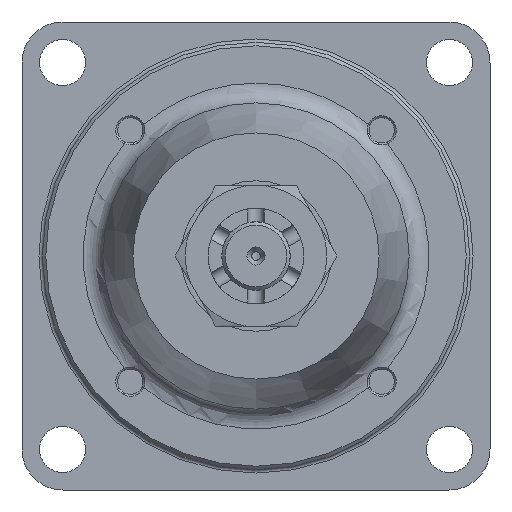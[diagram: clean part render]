
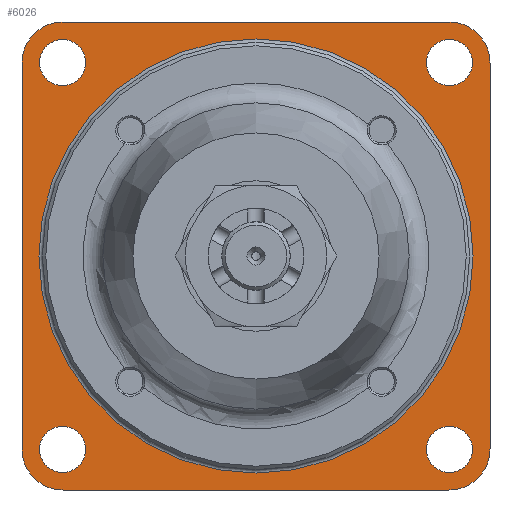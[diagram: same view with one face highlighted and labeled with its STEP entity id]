
A CAD part, left-side view. The second image highlights one B-rep face of the part: STEP entity #6026.
In plain terms, the highlighted planar face has unit normal (-1, 0, 0).
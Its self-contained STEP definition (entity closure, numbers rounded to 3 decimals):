
#469=CIRCLE('',#6850,12.);
#471=CIRCLE('',#6854,12.);
#473=CIRCLE('',#6858,12.);
#475=CIRCLE('',#6862,12.);
#478=CIRCLE('',#6866,6.75);
#480=CIRCLE('',#6869,6.75);
#482=CIRCLE('',#6872,6.75);
#484=CIRCLE('',#6875,6.75);
#486=CIRCLE('',#6880,63.5);
#677=PLANE('',#6879);
#749=FACE_BOUND('',#1464,.T.);
#750=FACE_BOUND('',#1465,.T.);
#751=FACE_BOUND('',#1466,.T.);
#752=FACE_BOUND('',#1467,.T.);
#753=FACE_BOUND('',#1468,.T.);
#1063=FACE_OUTER_BOUND('',#1463,.T.);
#1463=EDGE_LOOP('',(#5423,#5424,#5425,#5426,#5427,#5428,#5429,#5430));
#1464=EDGE_LOOP('',(#5431));
#1465=EDGE_LOOP('',(#5432));
#1466=EDGE_LOOP('',(#5433));
#1467=EDGE_LOOP('',(#5434));
#1468=EDGE_LOOP('',(#5435));
#1954=LINE('',#11137,#2375);
#1958=LINE('',#11149,#2379);
#1962=LINE('',#11161,#2383);
#1970=LINE('',#11196,#2391);
#2375=VECTOR('',#8515,1000.);
#2379=VECTOR('',#8527,1000.);
#2383=VECTOR('',#8539,1000.);
#2391=VECTOR('',#8579,1000.);
#2922=VERTEX_POINT('',#11127);
#2923=VERTEX_POINT('',#11128);
#2926=VERTEX_POINT('',#11136);
#2928=VERTEX_POINT('',#11142);
#2930=VERTEX_POINT('',#11148);
#2932=VERTEX_POINT('',#11154);
#2934=VERTEX_POINT('',#11160);
#2936=VERTEX_POINT('',#11166);
#2939=VERTEX_POINT('',#11174);
#2941=VERTEX_POINT('',#11180);
#2943=VERTEX_POINT('',#11186);
#2945=VERTEX_POINT('',#11192);
#2947=VERTEX_POINT('',#11202);
#3746=EDGE_CURVE('',#2922,#2923,#469,.T.);
#3750=EDGE_CURVE('',#2923,#2926,#1954,.T.);
#3753=EDGE_CURVE('',#2926,#2928,#471,.T.);
#3756=EDGE_CURVE('',#2928,#2930,#1958,.T.);
#3759=EDGE_CURVE('',#2930,#2932,#473,.T.);
#3762=EDGE_CURVE('',#2932,#2934,#1962,.T.);
#3765=EDGE_CURVE('',#2934,#2936,#475,.T.);
#3770=EDGE_CURVE('',#2939,#2939,#478,.T.);
#3773=EDGE_CURVE('',#2941,#2941,#480,.T.);
#3776=EDGE_CURVE('',#2943,#2943,#482,.T.);
#3779=EDGE_CURVE('',#2945,#2945,#484,.T.);
#3780=EDGE_CURVE('',#2936,#2922,#1970,.T.);
#3783=EDGE_CURVE('',#2947,#2947,#486,.F.);
#5423=ORIENTED_EDGE('',*,*,#3746,.F.);
#5424=ORIENTED_EDGE('',*,*,#3780,.F.);
#5425=ORIENTED_EDGE('',*,*,#3765,.F.);
#5426=ORIENTED_EDGE('',*,*,#3762,.F.);
#5427=ORIENTED_EDGE('',*,*,#3759,.F.);
#5428=ORIENTED_EDGE('',*,*,#3756,.F.);
#5429=ORIENTED_EDGE('',*,*,#3753,.F.);
#5430=ORIENTED_EDGE('',*,*,#3750,.F.);
#5431=ORIENTED_EDGE('',*,*,#3783,.F.);
#5432=ORIENTED_EDGE('',*,*,#3779,.T.);
#5433=ORIENTED_EDGE('',*,*,#3776,.T.);
#5434=ORIENTED_EDGE('',*,*,#3773,.T.);
#5435=ORIENTED_EDGE('',*,*,#3770,.T.);
#6026=ADVANCED_FACE('',(#1063,#749,#750,#751,#752,#753),#677,.F.);
#6850=AXIS2_PLACEMENT_3D('',#11129,#8507,#8508);
#6854=AXIS2_PLACEMENT_3D('',#11143,#8520,#8521);
#6858=AXIS2_PLACEMENT_3D('',#11155,#8532,#8533);
#6862=AXIS2_PLACEMENT_3D('',#11167,#8544,#8545);
#6866=AXIS2_PLACEMENT_3D('',#11176,#8554,#8555);
#6869=AXIS2_PLACEMENT_3D('',#11182,#8561,#8562);
#6872=AXIS2_PLACEMENT_3D('',#11188,#8568,#8569);
#6875=AXIS2_PLACEMENT_3D('',#11194,#8575,#8576);
#6879=AXIS2_PLACEMENT_3D('',#11201,#8585,#8586);
#6880=AXIS2_PLACEMENT_3D('',#11203,#8587,#8588);
#8507=DIRECTION('center_axis',(1.,0.,0.));
#8508=DIRECTION('ref_axis',(0.,0.,-1.));
#8515=DIRECTION('',(0.,-1.,0.));
#8520=DIRECTION('center_axis',(1.,0.,0.));
#8521=DIRECTION('ref_axis',(0.,0.,-1.));
#8527=DIRECTION('',(0.,0.,-1.));
#8532=DIRECTION('center_axis',(1.,0.,0.));
#8533=DIRECTION('ref_axis',(0.,0.,-1.));
#8539=DIRECTION('',(0.,1.,0.));
#8544=DIRECTION('center_axis',(1.,0.,0.));
#8545=DIRECTION('ref_axis',(0.,0.,-1.));
#8554=DIRECTION('center_axis',(1.,0.,0.));
#8555=DIRECTION('ref_axis',(0.,0.,-1.));
#8561=DIRECTION('center_axis',(1.,0.,0.));
#8562=DIRECTION('ref_axis',(0.,0.,-1.));
#8568=DIRECTION('center_axis',(1.,0.,0.));
#8569=DIRECTION('ref_axis',(0.,0.,-1.));
#8575=DIRECTION('center_axis',(1.,0.,0.));
#8576=DIRECTION('ref_axis',(0.,0.,-1.));
#8579=DIRECTION('',(0.,0.,1.));
#8585=DIRECTION('center_axis',(1.,0.,0.));
#8586=DIRECTION('ref_axis',(0.,0.,-1.));
#8587=DIRECTION('center_axis',(1.,0.,0.));
#8588=DIRECTION('ref_axis',(0.,0.,-1.));
#11127=CARTESIAN_POINT('',(0.,68.45,56.45));
#11128=CARTESIAN_POINT('',(0.,56.45,68.45));
#11129=CARTESIAN_POINT('Origin',(0.,56.45,56.45));
#11136=CARTESIAN_POINT('',(0.,-56.45,68.45));
#11137=CARTESIAN_POINT('',(0.,56.45,68.45));
#11142=CARTESIAN_POINT('',(0.,-68.45,56.45));
#11143=CARTESIAN_POINT('Origin',(0.,-56.45,56.45));
#11148=CARTESIAN_POINT('',(0.,-68.45,-56.45));
#11149=CARTESIAN_POINT('',(0.,-68.45,56.45));
#11154=CARTESIAN_POINT('',(0.,-56.45,-68.45));
#11155=CARTESIAN_POINT('Origin',(0.,-56.45,-56.45));
#11160=CARTESIAN_POINT('',(0.,56.45,-68.45));
#11161=CARTESIAN_POINT('',(0.,-56.45,-68.45));
#11166=CARTESIAN_POINT('',(0.,68.45,-56.45));
#11167=CARTESIAN_POINT('Origin',(0.,56.45,-56.45));
#11174=CARTESIAN_POINT('',(0.,56.569,-63.319));
#11176=CARTESIAN_POINT('Origin',(0.,56.569,-56.569));
#11180=CARTESIAN_POINT('',(0.,-56.569,-63.319));
#11182=CARTESIAN_POINT('Origin',(0.,-56.569,-56.569));
#11186=CARTESIAN_POINT('',(0.,56.569,49.819));
#11188=CARTESIAN_POINT('Origin',(0.,56.569,56.569));
#11192=CARTESIAN_POINT('',(0.,-56.569,49.819));
#11194=CARTESIAN_POINT('Origin',(0.,-56.569,56.569));
#11196=CARTESIAN_POINT('',(0.,68.45,-56.45));
#11201=CARTESIAN_POINT('Origin',(0.,56.45,56.45));
#11202=CARTESIAN_POINT('',(0.,0.,63.5));
#11203=CARTESIAN_POINT('Origin',(0.,0.,0.));
